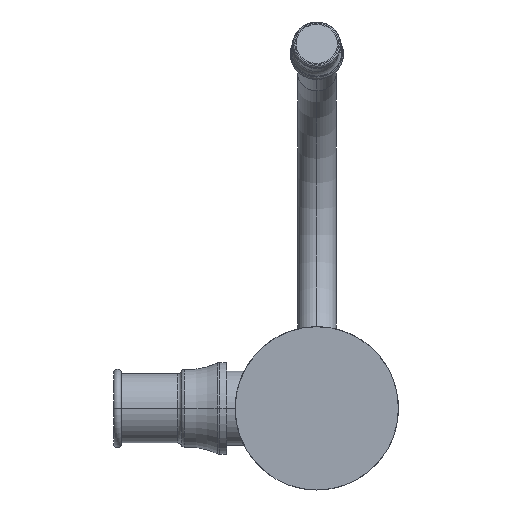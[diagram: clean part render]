
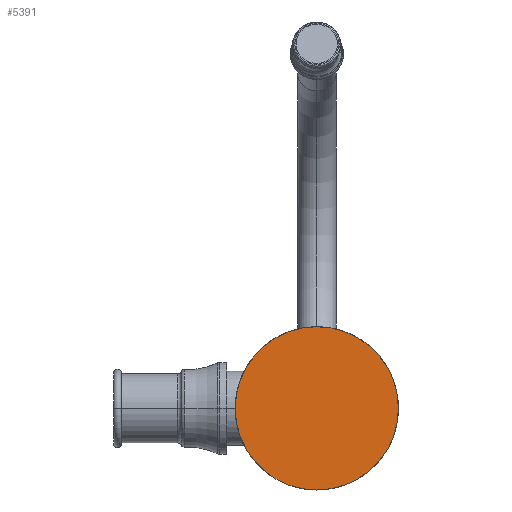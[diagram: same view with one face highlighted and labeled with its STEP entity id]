
A CAD part, front view. The second image highlights one B-rep face of the part: STEP entity #5391.
In plain terms, the highlighted planar face has unit normal (0, -1, 0).
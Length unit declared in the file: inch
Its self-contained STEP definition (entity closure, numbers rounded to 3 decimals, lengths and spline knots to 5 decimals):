
#2=CARTESIAN_POINT('',(0.,0.,0.));
#3=DIRECTION('',(0.,-1.,0.));
#4=DIRECTION('',(1.,0.,0.));
#5=AXIS2_PLACEMENT_3D('',#2,#3,#4);
#12=CARTESIAN_POINT('',(0.,0.,0.));
#13=DIRECTION('',(0.,1.,0.));
#14=DIRECTION('',(1.,0.,0.));
#15=AXIS2_PLACEMENT_3D('',#12,#13,#14);
#5119=CARTESIAN_POINT('',(1.0625,0.,0.));
#5120=CARTESIAN_POINT('',(-1.0625,0.,0.));
#5121=VERTEX_POINT('',#5119);
#5122=VERTEX_POINT('',#5120);
#5381=CARTESIAN_POINT('',(0.,0.,0.));
#5382=DIRECTION('',(0.,-1.,0.));
#5383=DIRECTION('',(-1.,0.,0.));
#5384=AXIS2_PLACEMENT_3D('',#5381,#5382,#5383);
#5385=PLANE('',#5384);
#5386=ORIENTED_EDGE('',*,*,#5370,.F.);
#5388=ORIENTED_EDGE('',*,*,#5387,.T.);
#5389=EDGE_LOOP('',(#5386,#5388));
#5390=FACE_OUTER_BOUND('',#5389,.F.);
#5391=ADVANCED_FACE('',(#5390),#5385,.T.);
#6=CIRCLE('',#5,1.0625);
#16=CIRCLE('',#15,1.0625);
#5370=EDGE_CURVE('',#5121,#5122,#6,.T.);
#5387=EDGE_CURVE('',#5121,#5122,#16,.T.);
